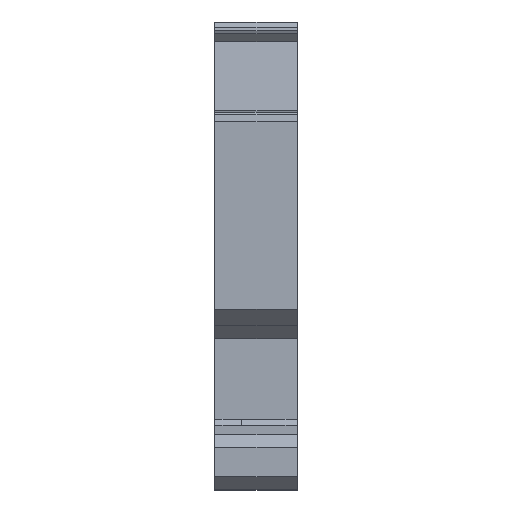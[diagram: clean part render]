
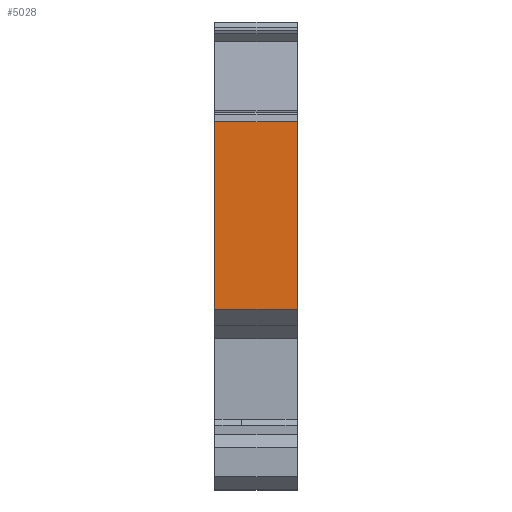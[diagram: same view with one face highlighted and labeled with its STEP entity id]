
A CAD part, left-side view. The second image highlights one B-rep face of the part: STEP entity #5028.
In plain terms, the highlighted free-form (B-spline) face has degree [1, 1] with [2, 2] control points.
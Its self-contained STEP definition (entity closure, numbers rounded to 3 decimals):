
#1399=CARTESIAN_POINT('',(-33.7,6.2,7.6));
#1400=VERTEX_POINT('',#1399);
#1408=CARTESIAN_POINT('',(-33.7,0.,7.6));
#1409=VERTEX_POINT('',#1408);
#1416=CARTESIAN_POINT('',(-33.7,0.,7.6));
#1417=CARTESIAN_POINT('',(-33.7,6.2,7.6));
#1418=B_SPLINE_CURVE_WITH_KNOTS('',1,(#1416,#1417),.POLYLINE_FORM.,.F.,.U.,(2,2),(0.,1.),.UNSPECIFIED.);
#1419=EDGE_CURVE('',#1409,#1400,#1418,.T.);
#1741=CARTESIAN_POINT('',(-33.7,6.2,21.732));
#1742=VERTEX_POINT('',#1741);
#1748=CARTESIAN_POINT('',(-33.7,0.,21.732));
#1749=VERTEX_POINT('',#1748);
#1750=CARTESIAN_POINT('',(-33.7,0.,21.732));
#1751=CARTESIAN_POINT('',(-33.7,6.2,21.732));
#1752=B_SPLINE_CURVE_WITH_KNOTS('',1,(#1750,#1751),.POLYLINE_FORM.,.F.,.U.,(2,2),(0.,1.),.UNSPECIFIED.);
#1753=EDGE_CURVE('',#1749,#1742,#1752,.T.);
#5009=CARTESIAN_POINT('',(-33.7,6.514,23.814));
#5010=CARTESIAN_POINT('',(-33.7,-0.314,23.814));
#5011=CARTESIAN_POINT('',(-33.7,6.514,5.616));
#5012=CARTESIAN_POINT('',(-33.7,-0.314,5.616));
#5013=B_SPLINE_SURFACE_WITH_KNOTS('',1,1,((#5009,#5010),(#5011,#5012)),.PLANE_SURF.,.F.,.F.,.U.,(2,2),(2,2),(0.,1.),(0.,1.),.UNSPECIFIED.);
#5014=ORIENTED_EDGE('',*,*,#1419,.F.);
#5015=CARTESIAN_POINT('',(-33.7,0.,21.732));
#5016=CARTESIAN_POINT('',(-33.7,0.,7.6));
#5017=B_SPLINE_CURVE_WITH_KNOTS('',1,(#5015,#5016),.POLYLINE_FORM.,.F.,.U.,(2,2),(0.,1.),.UNSPECIFIED.);
#5018=EDGE_CURVE('',#1749,#1409,#5017,.T.);
#5019=ORIENTED_EDGE('',*,*,#5018,.F.);
#5020=ORIENTED_EDGE('',*,*,#1753,.T.);
#5021=CARTESIAN_POINT('',(-33.7,6.2,7.6));
#5022=CARTESIAN_POINT('',(-33.7,6.2,21.732));
#5023=B_SPLINE_CURVE_WITH_KNOTS('',1,(#5021,#5022),.POLYLINE_FORM.,.F.,.U.,(2,2),(0.,1.),.UNSPECIFIED.);
#5024=EDGE_CURVE('',#1400,#1742,#5023,.T.);
#5025=ORIENTED_EDGE('',*,*,#5024,.F.);
#5026=EDGE_LOOP('',(#5014,#5019,#5020,#5025));
#5027=FACE_OUTER_BOUND('',#5026,.T.);
#5028=ADVANCED_FACE('',(#5027),#5013,.T.);
